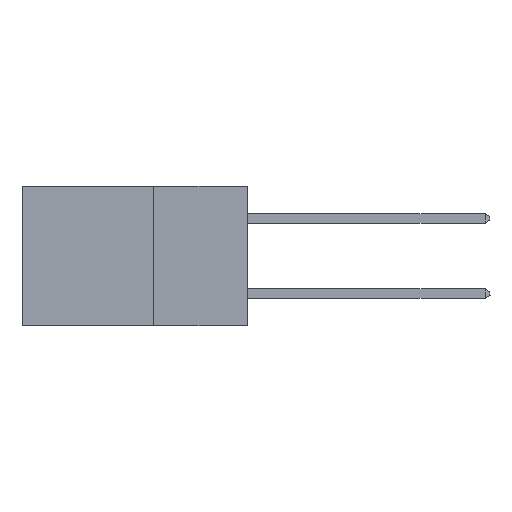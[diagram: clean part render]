
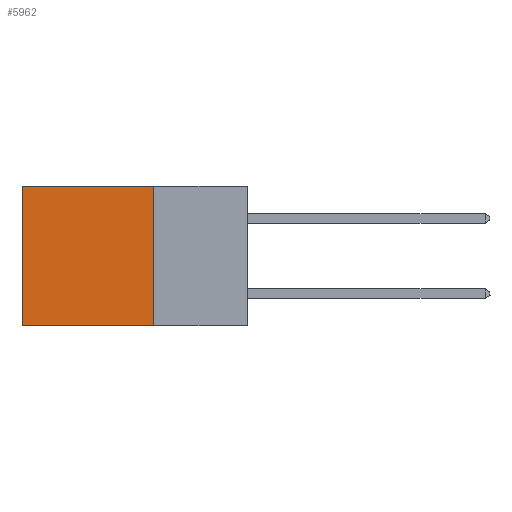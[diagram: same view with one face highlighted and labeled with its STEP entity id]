
A CAD part, left-side view. The second image highlights one B-rep face of the part: STEP entity #5962.
In plain terms, the highlighted planar face has unit normal (-1, 0, 0).
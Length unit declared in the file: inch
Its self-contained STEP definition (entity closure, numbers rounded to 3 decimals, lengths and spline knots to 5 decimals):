
#889 = VECTOR ( 'NONE', #1278, 39.37008 ) ;
#936 = CARTESIAN_POINT ( 'NONE',  ( 0.298, 0.25, -0.37 ) ) ;
#1278 = DIRECTION ( 'NONE',  ( 0., 1., 0. ) ) ;
#1332 = DIRECTION ( 'NONE',  ( 0., 0., -1. ) ) ;
#1467 = DIRECTION ( 'NONE',  ( 0., 0., -1. ) ) ;
#2279 = PLANE ( 'NONE',  #6741 ) ;
#3535 = VERTEX_POINT ( 'NONE', #936 ) ;
#3846 = DIRECTION ( 'NONE',  ( 1., 0., 0. ) ) ;
#3885 = CARTESIAN_POINT ( 'NONE',  ( 0.298, 0.6, 0. ) ) ;
#4213 = EDGE_CURVE ( 'NONE', #9699, #6901, #4423, .T. ) ;
#4302 = LINE ( 'NONE', #5448, #8125 ) ;
#4406 = LINE ( 'NONE', #7430, #15077 ) ;
#4423 = LINE ( 'NONE', #6351, #7874 ) ;
#5448 = CARTESIAN_POINT ( 'NONE',  ( 0.298, 0.25, 0. ) ) ;
#5523 = ORIENTED_EDGE ( 'NONE', *, *, #4213, .T. ) ;
#5948 = ORIENTED_EDGE ( 'NONE', *, *, #8057, .F. ) ;
#5962 = ADVANCED_FACE ( 'NONE', ( #11704 ), #2279, .F. ) ;
#6135 = CARTESIAN_POINT ( 'NONE',  ( 0.298, 0.25, -0.37 ) ) ;
#6351 = CARTESIAN_POINT ( 'NONE',  ( 0.298, 0.6, 0. ) ) ;
#6741 = AXIS2_PLACEMENT_3D ( 'NONE', #13220, #3846, #1467 ) ;
#6901 = VERTEX_POINT ( 'NONE', #8498 ) ;
#7430 = CARTESIAN_POINT ( 'NONE',  ( 0.298, 0.25, 0. ) ) ;
#7874 = VECTOR ( 'NONE', #1332, 39.37008 ) ;
#8057 = EDGE_CURVE ( 'NONE', #8383, #3535, #4406, .T. ) ;
#8125 = VECTOR ( 'NONE', #13970, 39.37008 ) ;
#8188 = CARTESIAN_POINT ( 'NONE',  ( 0.298, 0.25, 0. ) ) ;
#8383 = VERTEX_POINT ( 'NONE', #8188 ) ;
#8495 = DIRECTION ( 'NONE',  ( 0., 0., -1. ) ) ;
#8498 = CARTESIAN_POINT ( 'NONE',  ( 0.298, 0.6, -0.37 ) ) ;
#9699 = VERTEX_POINT ( 'NONE', #3885 ) ;
#11704 = FACE_OUTER_BOUND ( 'NONE', #14954, .T. ) ;
#11797 = ORIENTED_EDGE ( 'NONE', *, *, #13215, .F. ) ;
#13091 = LINE ( 'NONE', #6135, #889 ) ;
#13215 = EDGE_CURVE ( 'NONE', #3535, #6901, #13091, .T. ) ;
#13220 = CARTESIAN_POINT ( 'NONE',  ( 0.298, 0.25, 0. ) ) ;
#13902 = ORIENTED_EDGE ( 'NONE', *, *, #14230, .T. ) ;
#13970 = DIRECTION ( 'NONE',  ( 0., 1., 0. ) ) ;
#14230 = EDGE_CURVE ( 'NONE', #8383, #9699, #4302, .T. ) ;
#14954 = EDGE_LOOP ( 'NONE', ( #5523, #11797, #5948, #13902 ) ) ;
#15077 = VECTOR ( 'NONE', #8495, 39.37008 ) ;
